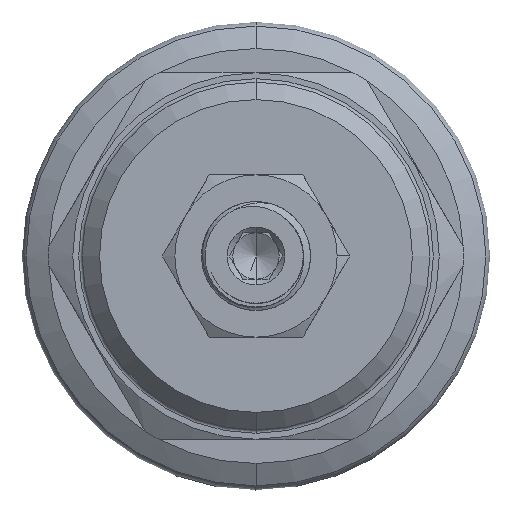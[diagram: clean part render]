
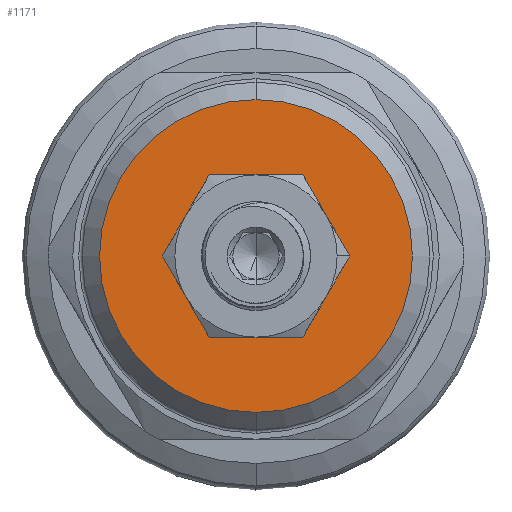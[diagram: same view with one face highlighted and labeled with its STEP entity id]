
A CAD part, left-side view. The second image highlights one B-rep face of the part: STEP entity #1171.
In plain terms, the highlighted planar face has unit normal (-1, 0, 0).
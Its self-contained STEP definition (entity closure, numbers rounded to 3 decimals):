
#131 = CARTESIAN_POINT ( 'NONE',  ( 18.015, 6.601, 0. ) ) ;
#133 = DIRECTION ( 'NONE',  ( 0., 1., 0. ) ) ;
#144 = DIRECTION ( 'NONE',  ( -1., 0., 0. ) ) ;
#685 = DIRECTION ( 'NONE',  ( -1., 0., 0. ) ) ;
#686 = DIRECTION ( 'NONE',  ( 0., 0., 1. ) ) ;
#708 = CARTESIAN_POINT ( 'NONE',  ( 18.015, 6.601, 0. ) ) ;
#715 = CARTESIAN_POINT ( 'NONE',  ( 18.015, 6.601, 0. ) ) ;
#716 = DIRECTION ( 'NONE',  ( 1., 0., 0. ) ) ;
#717 = DIRECTION ( 'NONE',  ( -1., 0., 0. ) ) ;
#728 = DIRECTION ( 'NONE',  ( 0., 1., 0. ) ) ;
#736 = DIRECTION ( 'NONE',  ( 0., 0., 1. ) ) ;
#771 = CARTESIAN_POINT ( 'NONE',  ( 18.015, 6.601, 0. ) ) ;
#963 = DIRECTION ( 'NONE',  ( 0., 1., 0. ) ) ;
#969 = DIRECTION ( 'NONE',  ( 1., 0., 0. ) ) ;
#1087 = CARTESIAN_POINT ( 'NONE',  ( 18.015, 6.601, 0. ) ) ;
#1171 = ADVANCED_FACE ( 'NONE', ( #3148, #3174 ), #8703, .F. ) ;
#1368 = CARTESIAN_POINT ( 'NONE',  ( 18.015, 6.601, 7. ) ) ;
#1423 = CARTESIAN_POINT ( 'NONE',  ( 18.015, 6.601, 13.5 ) ) ;
#1817 = CIRCLE ( 'NONE', #7090, 7. ) ;
#1857 = CIRCLE ( 'NONE', #5538, 13.5 ) ;
#1987 = CARTESIAN_POINT ( 'NONE',  ( 18.015, 13.601, 0. ) ) ;
#2807 = ORIENTED_EDGE ( 'NONE', *, *, #7247, .T. ) ;
#2812 = ORIENTED_EDGE ( 'NONE', *, *, #7301, .T. ) ;
#2813 = ORIENTED_EDGE ( 'NONE', *, *, #7560, .T. ) ;
#2814 = ORIENTED_EDGE ( 'NONE', *, *, #7326, .T. ) ;
#2817 = VERTEX_POINT ( 'NONE', #1987 ) ;
#2835 = ORIENTED_EDGE ( 'NONE', *, *, #7482, .T. ) ;
#2847 = ORIENTED_EDGE ( 'NONE', *, *, #7031, .T. ) ;
#2869 = ORIENTED_EDGE ( 'NONE', *, *, #7532, .F. ) ;
#2913 = ORIENTED_EDGE ( 'NONE', *, *, #7327, .T. ) ;
#2978 = ORIENTED_EDGE ( 'NONE', *, *, #7501, .T. ) ;
#3148 = FACE_OUTER_BOUND ( 'NONE', #4505, .T. ) ;
#3174 = FACE_BOUND ( 'NONE', #4337, .T. ) ;
#3563 = DIRECTION ( 'NONE',  ( 1., 0., 0. ) ) ;
#3606 = CARTESIAN_POINT ( 'NONE',  ( 18.015, 6.601, 0. ) ) ;
#3714 = DIRECTION ( 'NONE',  ( 0., 1., 0. ) ) ;
#4337 = EDGE_LOOP ( 'NONE', ( #2813, #2812, #2913, #2978, #2835, #2847, #2869 ) ) ;
#4367 = VERTEX_POINT ( 'NONE', #1423 ) ;
#4505 = EDGE_LOOP ( 'NONE', ( #2814, #2807 ) ) ;
#4696 = VERTEX_POINT ( 'NONE', #1368 ) ;
#5016 = VERTEX_POINT ( 'NONE', #8177 ) ;
#5101 = VERTEX_POINT ( 'NONE', #8137 ) ;
#5270 = VERTEX_POINT ( 'NONE', #8205 ) ;
#5317 = VERTEX_POINT ( 'NONE', #8102 ) ;
#5331 = VERTEX_POINT ( 'NONE', #8101 ) ;
#5381 = VERTEX_POINT ( 'NONE', #8299 ) ;
#5524 = AXIS2_PLACEMENT_3D ( 'NONE', #708, #685, #686 ) ;
#5538 = AXIS2_PLACEMENT_3D ( 'NONE', #1087, #717, #736 ) ;
#5595 = AXIS2_PLACEMENT_3D ( 'NONE', #6372, #6391, #6390 ) ;
#5603 = AXIS2_PLACEMENT_3D ( 'NONE', #131, #144, #133 ) ;
#5612 = AXIS2_PLACEMENT_3D ( 'NONE', #6368, #6406, #6411 ) ;
#5617 = AXIS2_PLACEMENT_3D ( 'NONE', #715, #716, #728 ) ;
#5619 = AXIS2_PLACEMENT_3D ( 'NONE', #771, #969, #963 ) ;
#5637 = AXIS2_PLACEMENT_3D ( 'NONE', #6089, #6087, #6094 ) ;
#6087 = DIRECTION ( 'NONE',  ( 1., 0., 0. ) ) ;
#6089 = CARTESIAN_POINT ( 'NONE',  ( 18.015, 6.601, 0. ) ) ;
#6094 = DIRECTION ( 'NONE',  ( 0., 1., 0. ) ) ;
#6368 = CARTESIAN_POINT ( 'NONE',  ( 18.015, 6.601, 0. ) ) ;
#6372 = CARTESIAN_POINT ( 'NONE',  ( 18.015, 6.601, 0. ) ) ;
#6390 = DIRECTION ( 'NONE',  ( 0., 1., 0. ) ) ;
#6391 = DIRECTION ( 'NONE',  ( 1., 0., 0. ) ) ;
#6406 = DIRECTION ( 'NONE',  ( 1., 0., 0. ) ) ;
#6411 = DIRECTION ( 'NONE',  ( 0., 1., 0. ) ) ;
#6535 = CIRCLE ( 'NONE', #5603, 7. ) ;
#6592 = CIRCLE ( 'NONE', #5612, 7. ) ;
#6598 = CIRCLE ( 'NONE', #5524, 13.5 ) ;
#6621 = CIRCLE ( 'NONE', #5617, 7. ) ;
#6654 = CIRCLE ( 'NONE', #5637, 7. ) ;
#6707 = CIRCLE ( 'NONE', #5619, 7. ) ;
#6753 = CIRCLE ( 'NONE', #5595, 7. ) ;
#6982 = AXIS2_PLACEMENT_3D ( 'NONE', #8637, #8638, #8613 ) ;
#7031 = EDGE_CURVE ( 'NONE', #5270, #5101, #1817, .T. ) ;
#7090 = AXIS2_PLACEMENT_3D ( 'NONE', #3606, #3563, #3714 ) ;
#7247 = EDGE_CURVE ( 'NONE', #5331, #4367, #1857, .T. ) ;
#7301 = EDGE_CURVE ( 'NONE', #2817, #5317, #6707, .T. ) ;
#7326 = EDGE_CURVE ( 'NONE', #4367, #5331, #6598, .T. ) ;
#7327 = EDGE_CURVE ( 'NONE', #5317, #4696, #6621, .T. ) ;
#7482 = EDGE_CURVE ( 'NONE', #5381, #5270, #6753, .T. ) ;
#7501 = EDGE_CURVE ( 'NONE', #4696, #5381, #6592, .T. ) ;
#7532 = EDGE_CURVE ( 'NONE', #5016, #5101, #6535, .T. ) ;
#7560 = EDGE_CURVE ( 'NONE', #5016, #2817, #6654, .T. ) ;
#8101 = CARTESIAN_POINT ( 'NONE',  ( 18.015, 6.601, -13.5 ) ) ;
#8102 = CARTESIAN_POINT ( 'NONE',  ( 18.015, 12.663, 3.5 ) ) ;
#8137 = CARTESIAN_POINT ( 'NONE',  ( 18.015, 6.601, -7. ) ) ;
#8177 = CARTESIAN_POINT ( 'NONE',  ( 18.015, 12.663, -3.5 ) ) ;
#8205 = CARTESIAN_POINT ( 'NONE',  ( 18.015, 0.539, -3.5 ) ) ;
#8299 = CARTESIAN_POINT ( 'NONE',  ( 18.015, 0.539, 3.5 ) ) ;
#8613 = DIRECTION ( 'NONE',  ( 0., 0., 1. ) ) ;
#8637 = CARTESIAN_POINT ( 'NONE',  ( 18.015, -8.399, 0. ) ) ;
#8638 = DIRECTION ( 'NONE',  ( 1., 0., 0. ) ) ;
#8703 = PLANE ( 'NONE',  #6982 ) ;
